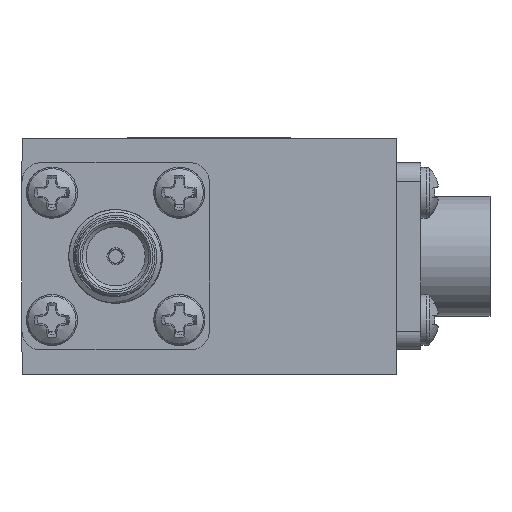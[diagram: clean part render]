
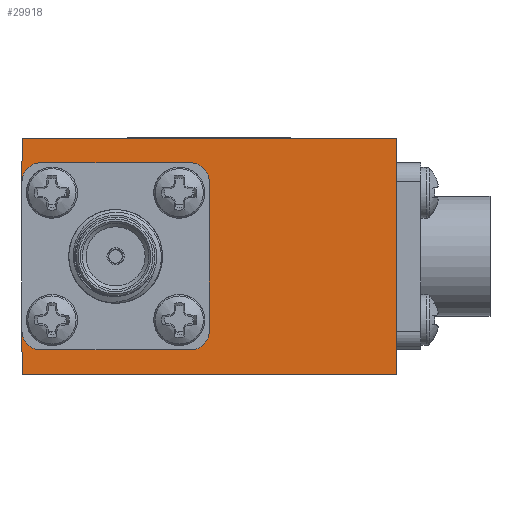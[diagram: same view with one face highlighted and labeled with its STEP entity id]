
A CAD part, left-side view. The second image highlights one B-rep face of the part: STEP entity #29918.
In plain terms, the highlighted planar face has unit normal (-1, 0, 0).
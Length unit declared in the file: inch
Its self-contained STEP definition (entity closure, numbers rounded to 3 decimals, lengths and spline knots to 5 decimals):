
#217 = VERTEX_POINT ( 'NONE', #39053 ) ;
#1385 = ORIENTED_EDGE ( 'NONE', *, *, #8960, .T. ) ;
#2128 = AXIS2_PLACEMENT_3D ( 'NONE', #37149, #17914, #33365 ) ;
#2785 = EDGE_CURVE ( 'NONE', #10172, #29458, #30181, .T. ) ;
#3326 = EDGE_CURVE ( 'NONE', #217, #24511, #34174, .T. ) ;
#3392 = EDGE_CURVE ( 'NONE', #6328, #39050, #22611, .T. ) ;
#4063 = CARTESIAN_POINT ( 'NONE',  ( -1., 0.45, -0.2 ) ) ;
#4071 = EDGE_CURVE ( 'NONE', #35826, #24636, #22151, .T. ) ;
#4099 = VECTOR ( 'NONE', #5442, 39.37008 ) ;
#5442 = DIRECTION ( 'NONE',  ( 0., -1., 0. ) ) ;
#5925 = VERTEX_POINT ( 'NONE', #34786 ) ;
#6328 = VERTEX_POINT ( 'NONE', #21088 ) ;
#6516 = VECTOR ( 'NONE', #41364, 39.37008 ) ;
#6755 = CARTESIAN_POINT ( 'NONE',  ( -1., 0.05, 0.2 ) ) ;
#6952 = DIRECTION ( 'NONE',  ( 0., -1., 0. ) ) ;
#7174 = ORIENTED_EDGE ( 'NONE', *, *, #18336, .T. ) ;
#7204 = VERTEX_POINT ( 'NONE', #7685 ) ;
#7292 = DIRECTION ( 'NONE',  ( 0., 0., -1. ) ) ;
#7685 = CARTESIAN_POINT ( 'NONE',  ( -1., 0., 0.2 ) ) ;
#7826 = EDGE_CURVE ( 'NONE', #12732, #7204, #41114, .T. ) ;
#8520 = CARTESIAN_POINT ( 'NONE',  ( -1., 0.05, -0.2 ) ) ;
#8960 = EDGE_CURVE ( 'NONE', #5925, #19777, #22473, .T. ) ;
#9184 = DIRECTION ( 'NONE',  ( 0., 0., -1. ) ) ;
#10095 = EDGE_LOOP ( 'NONE', ( #27912, #7174, #1385, #12366, #28728, #24064, #38680, #29116, #36362, #13535, #38641, #17637 ) ) ;
#10172 = VERTEX_POINT ( 'NONE', #40917 ) ;
#11091 = CARTESIAN_POINT ( 'NONE',  ( -1., 0., 0.25 ) ) ;
#11154 = VECTOR ( 'NONE', #12780, 39.37008 ) ;
#12366 = ORIENTED_EDGE ( 'NONE', *, *, #15894, .T. ) ;
#12732 = VERTEX_POINT ( 'NONE', #16704 ) ;
#12780 = DIRECTION ( 'NONE',  ( 0., -1., 0. ) ) ;
#12803 = CARTESIAN_POINT ( 'NONE',  ( -1., 0.05, -0.25 ) ) ;
#12847 = CIRCLE ( 'NONE', #35233, 0.05 ) ;
#13535 = ORIENTED_EDGE ( 'NONE', *, *, #23382, .T. ) ;
#13908 = VECTOR ( 'NONE', #31091, 39.37008 ) ;
#14562 = CARTESIAN_POINT ( 'NONE',  ( -1., 0.5, 0.315 ) ) ;
#15677 = LINE ( 'NONE', #34668, #11154 ) ;
#15894 = EDGE_CURVE ( 'NONE', #19777, #29458, #38301, .T. ) ;
#16704 = CARTESIAN_POINT ( 'NONE',  ( -1., 0., -0.2 ) ) ;
#17139 = CIRCLE ( 'NONE', #31162, 0.05 ) ;
#17637 = ORIENTED_EDGE ( 'NONE', *, *, #17858, .T. ) ;
#17858 = EDGE_CURVE ( 'NONE', #12732, #24636, #12847, .T. ) ;
#17914 = DIRECTION ( 'NONE',  ( 1., 0., 0. ) ) ;
#18060 = AXIS2_PLACEMENT_3D ( 'NONE', #6755, #38510, #35544 ) ;
#18336 = EDGE_CURVE ( 'NONE', #35826, #5925, #17139, .T. ) ;
#18359 = DIRECTION ( 'NONE',  ( 0., 0., 1. ) ) ;
#18865 = CARTESIAN_POINT ( 'NONE',  ( -1., 0.5, 0.25 ) ) ;
#19777 = VERTEX_POINT ( 'NONE', #29996 ) ;
#20126 = EDGE_CURVE ( 'NONE', #24511, #39050, #25158, .T. ) ;
#21004 = CARTESIAN_POINT ( 'NONE',  ( -1., 0.45, -0.25 ) ) ;
#21088 = CARTESIAN_POINT ( 'NONE',  ( -1., 0.05, 0.25 ) ) ;
#21447 = DIRECTION ( 'NONE',  ( 1., 0., 0. ) ) ;
#21666 = VECTOR ( 'NONE', #35271, 39.37008 ) ;
#22151 = LINE ( 'NONE', #22320, #37735 ) ;
#22320 = CARTESIAN_POINT ( 'NONE',  ( -1., 0.5, -0.25 ) ) ;
#22473 = LINE ( 'NONE', #14562, #13908 ) ;
#22508 = VECTOR ( 'NONE', #33684, 39.37008 ) ;
#22610 = CARTESIAN_POINT ( 'NONE',  ( -1., 0.5, 0.2 ) ) ;
#22611 = LINE ( 'NONE', #18865, #6516 ) ;
#23382 = EDGE_CURVE ( 'NONE', #6328, #7204, #27549, .T. ) ;
#23470 = PLANE ( 'NONE',  #40551 ) ;
#24064 = ORIENTED_EDGE ( 'NONE', *, *, #29129, .F. ) ;
#24511 = VERTEX_POINT ( 'NONE', #22610 ) ;
#24636 = VERTEX_POINT ( 'NONE', #12803 ) ;
#24703 = CARTESIAN_POINT ( 'NONE',  ( -1., -0.5, -0.315 ) ) ;
#25158 = CIRCLE ( 'NONE', #2128, 0.05 ) ;
#26129 = CARTESIAN_POINT ( 'NONE',  ( -1., -0.5, 0.315 ) ) ;
#26415 = DIRECTION ( 'NONE',  ( 1., 0., 0. ) ) ;
#27549 = CIRCLE ( 'NONE', #18060, 0.05 ) ;
#27912 = ORIENTED_EDGE ( 'NONE', *, *, #4071, .F. ) ;
#28408 = CARTESIAN_POINT ( 'NONE',  ( -1., 0.5, 0.315 ) ) ;
#28728 = ORIENTED_EDGE ( 'NONE', *, *, #2785, .F. ) ;
#29116 = ORIENTED_EDGE ( 'NONE', *, *, #20126, .T. ) ;
#29129 = EDGE_CURVE ( 'NONE', #217, #10172, #15677, .T. ) ;
#29458 = VERTEX_POINT ( 'NONE', #40710 ) ;
#29918 = ADVANCED_FACE ( 'NONE', ( #30670 ), #23470, .F. ) ;
#29996 = CARTESIAN_POINT ( 'NONE',  ( -1., 0.5, -0.315 ) ) ;
#30181 = LINE ( 'NONE', #26129, #21666 ) ;
#30670 = FACE_OUTER_BOUND ( 'NONE', #10095, .T. ) ;
#31091 = DIRECTION ( 'NONE',  ( 0., 0., -1. ) ) ;
#31162 = AXIS2_PLACEMENT_3D ( 'NONE', #4063, #26415, #38906 ) ;
#32727 = CARTESIAN_POINT ( 'NONE',  ( -1., -0.5, 0.315 ) ) ;
#33365 = DIRECTION ( 'NONE',  ( 0., 0., 1. ) ) ;
#33539 = CARTESIAN_POINT ( 'NONE',  ( -1., 0.45, 0.25 ) ) ;
#33684 = DIRECTION ( 'NONE',  ( 0., 0., 1. ) ) ;
#34174 = LINE ( 'NONE', #28408, #37679 ) ;
#34668 = CARTESIAN_POINT ( 'NONE',  ( -1., -0.5, 0.315 ) ) ;
#34786 = CARTESIAN_POINT ( 'NONE',  ( -1., 0.5, -0.2 ) ) ;
#35233 = AXIS2_PLACEMENT_3D ( 'NONE', #8520, #21447, #18359 ) ;
#35271 = DIRECTION ( 'NONE',  ( 0., 0., -1. ) ) ;
#35544 = DIRECTION ( 'NONE',  ( 0., 0., 1. ) ) ;
#35826 = VERTEX_POINT ( 'NONE', #21004 ) ;
#35957 = DIRECTION ( 'NONE',  ( 1., 0., 0. ) ) ;
#36362 = ORIENTED_EDGE ( 'NONE', *, *, #3392, .F. ) ;
#37149 = CARTESIAN_POINT ( 'NONE',  ( -1., 0.45, 0.2 ) ) ;
#37679 = VECTOR ( 'NONE', #9184, 39.37008 ) ;
#37735 = VECTOR ( 'NONE', #6952, 39.37008 ) ;
#38301 = LINE ( 'NONE', #24703, #4099 ) ;
#38510 = DIRECTION ( 'NONE',  ( 1., 0., 0. ) ) ;
#38641 = ORIENTED_EDGE ( 'NONE', *, *, #7826, .F. ) ;
#38680 = ORIENTED_EDGE ( 'NONE', *, *, #3326, .T. ) ;
#38906 = DIRECTION ( 'NONE',  ( 0., 0., 1. ) ) ;
#39050 = VERTEX_POINT ( 'NONE', #33539 ) ;
#39053 = CARTESIAN_POINT ( 'NONE',  ( -1., 0.5, 0.315 ) ) ;
#40551 = AXIS2_PLACEMENT_3D ( 'NONE', #32727, #35957, #7292 ) ;
#40710 = CARTESIAN_POINT ( 'NONE',  ( -1., -0.5, -0.315 ) ) ;
#40917 = CARTESIAN_POINT ( 'NONE',  ( -1., -0.5, 0.315 ) ) ;
#41114 = LINE ( 'NONE', #11091, #22508 ) ;
#41364 = DIRECTION ( 'NONE',  ( 0., 1., 0. ) ) ;
